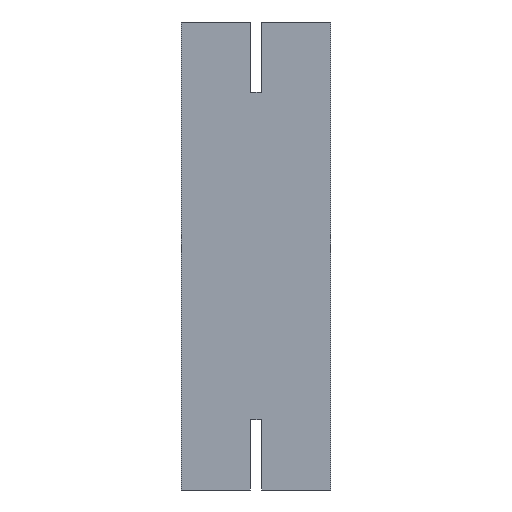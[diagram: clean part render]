
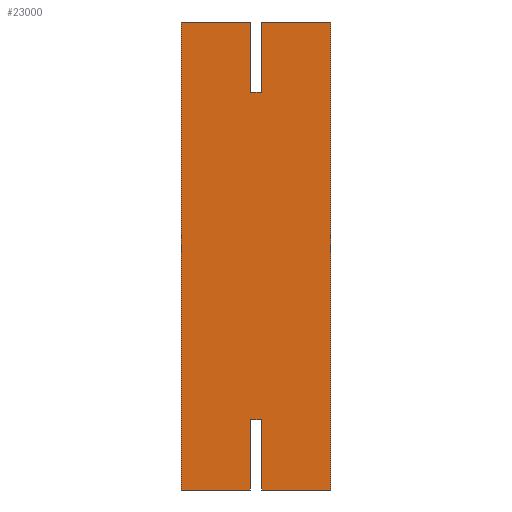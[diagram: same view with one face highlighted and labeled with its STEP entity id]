
A CAD part, left-side view. The second image highlights one B-rep face of the part: STEP entity #23000.
In plain terms, the highlighted free-form (B-spline) face has degree [1, 1] with [2, 2] control points.
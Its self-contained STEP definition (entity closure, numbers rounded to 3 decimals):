
#10 = CARTESIAN_POINT ('', (-18., 17.25, 34.902));
#20 = VERTEX_POINT ('', #10);
#30 = CARTESIAN_POINT ('', (-18., 16., 35.));
#40 = VERTEX_POINT ('', #30);
#50 = CARTESIAN_POINT ('', (-18., 17.25, 34.902));
#60 = CARTESIAN_POINT ('', (-18., 16.826, 34.969));
#70 = CARTESIAN_POINT ('', (-18., 16.409, 35.));
#80 = CARTESIAN_POINT ('', (-18., 16., 35.));
#90 = (
   BOUNDED_CURVE ()
   B_SPLINE_CURVE (3, (#50, #60, #70, #80), .UNSPECIFIED., .F., .U.)
   B_SPLINE_CURVE_WITH_KNOTS ((4, 4), (0., 1.), .UNSPECIFIED.)
   CURVE ()
   GEOMETRIC_REPRESENTATION_ITEM ()
   RATIONAL_B_SPLINE_CURVE ((0.865, 0.906, 0.951, 1.))
   REPRESENTATION_ITEM ('')
);
#100 = EDGE_CURVE ('', #20, #40, #90, .T.);
#890 = CARTESIAN_POINT ('', (-18., 14.75, 34.902));
#900 = VERTEX_POINT ('', #890);
#910 = CARTESIAN_POINT ('', (-18., 16., 35.));
#920 = CARTESIAN_POINT ('', (-18., 15.591, 35.));
#930 = CARTESIAN_POINT ('', (-18., 15.174, 34.969));
#940 = CARTESIAN_POINT ('', (-18., 14.75, 34.902));
#950 = (
   BOUNDED_CURVE ()
   B_SPLINE_CURVE (3, (#910, #920, #930, #940), .UNSPECIFIED., .F., .U.)
   B_SPLINE_CURVE_WITH_KNOTS ((4, 4), (0., 1.), .UNSPECIFIED.)
   CURVE ()
   GEOMETRIC_REPRESENTATION_ITEM ()
   RATIONAL_B_SPLINE_CURVE ((1., 0.951, 0.906, 0.865))
   REPRESENTATION_ITEM ('')
);
#960 = EDGE_CURVE ('', #40, #900, #950, .T.);
#15970 = CARTESIAN_POINT ('', (-18., 14.75, -34.902));
#15980 = VERTEX_POINT ('', #15970);
#16040 = CARTESIAN_POINT ('', (-18., 16., -35.));
#16050 = VERTEX_POINT ('', #16040);
#16060 = CARTESIAN_POINT ('', (-18., 14.75, -34.902));
#16070 = CARTESIAN_POINT ('', (-18., 15.174, -34.969));
#16080 = CARTESIAN_POINT ('', (-18., 15.591, -35.));
#16090 = CARTESIAN_POINT ('', (-18., 16., -35.));
#16100 = (
   BOUNDED_CURVE ()
   B_SPLINE_CURVE (3, (#16060, #16070, #16080, #16090), .UNSPECIFIED., .F., .U.)
   B_SPLINE_CURVE_WITH_KNOTS ((4, 4), (0., 1.), .UNSPECIFIED.)
   CURVE ()
   GEOMETRIC_REPRESENTATION_ITEM ()
   RATIONAL_B_SPLINE_CURVE ((0.865, 0.906, 0.951, 1.))
   REPRESENTATION_ITEM ('')
);
#16110 = EDGE_CURVE ('', #15980, #16050, #16100, .T.);
#16130 = CARTESIAN_POINT ('', (-18., 17.25, -34.902));
#16140 = VERTEX_POINT ('', #16130);
#16150 = CARTESIAN_POINT ('', (-18., 16., -35.));
#16160 = CARTESIAN_POINT ('', (-18., 16.409, -35.));
#16170 = CARTESIAN_POINT ('', (-18., 16.826, -34.969));
#16180 = CARTESIAN_POINT ('', (-18., 17.25, -34.902));
#16190 = (
   BOUNDED_CURVE ()
   B_SPLINE_CURVE (3, (#16150, #16160, #16170, #16180), .UNSPECIFIED., .F., .U.)
   B_SPLINE_CURVE_WITH_KNOTS ((4, 4), (0., 1.), .UNSPECIFIED.)
   CURVE ()
   GEOMETRIC_REPRESENTATION_ITEM ()
   RATIONAL_B_SPLINE_CURVE ((1., 0.951, 0.906, 0.865))
   REPRESENTATION_ITEM ('')
);
#16200 = EDGE_CURVE ('', #16050, #16140, #16190, .T.);
#17360 = CARTESIAN_POINT ('', (-18., 14.75, 50.));
#17370 = VERTEX_POINT ('', #17360);
#17430 = CARTESIAN_POINT ('', (-18., 0., 50.));
#17440 = VERTEX_POINT ('', #17430);
#17450 = CARTESIAN_POINT ('', (-18., 14.75, 50.));
#17460 = CARTESIAN_POINT ('', (-18., 0., 50.));
#17470 = B_SPLINE_CURVE_WITH_KNOTS ('', 1, (#17450, #17460), .UNSPECIFIED., .F., .U., (2, 2), (0., 1.), .UNSPECIFIED.);
#17480 = EDGE_CURVE ('', #17370, #17440, #17470, .T.);
#17650 = CARTESIAN_POINT ('', (-18., 14.75, 34.902));
#17660 = CARTESIAN_POINT ('', (-18., 14.75, 50.));
#17670 = B_SPLINE_CURVE_WITH_KNOTS ('', 1, (#17650, #17660), .UNSPECIFIED., .F., .U., (2, 2), (0., 1.), .UNSPECIFIED.);
#17680 = EDGE_CURVE ('', #900, #17370, #17670, .T.);
#19830 = CARTESIAN_POINT ('', (-18., 0., -50.));
#19840 = VERTEX_POINT ('', #19830);
#19850 = CARTESIAN_POINT ('', (-18., 0., -50.));
#19860 = CARTESIAN_POINT ('', (-18., 0., 50.));
#19870 = B_SPLINE_CURVE_WITH_KNOTS ('', 1, (#19850, #19860), .UNSPECIFIED., .F., .U., (2, 2), (0., 1.), .UNSPECIFIED.);
#19880 = EDGE_CURVE ('', #19840, #17440, #19870, .T.);
#22090 = CARTESIAN_POINT ('', (-18., 14.75, -50.));
#22100 = VERTEX_POINT ('', #22090);
#22160 = CARTESIAN_POINT ('', (-18., 14.75, -34.902));
#22170 = CARTESIAN_POINT ('', (-18., 14.75, -50.));
#22180 = B_SPLINE_CURVE_WITH_KNOTS ('', 1, (#22160, #22170), .UNSPECIFIED., .F., .U., (2, 2), (0., 1.), .UNSPECIFIED.);
#22190 = EDGE_CURVE ('', #15980, #22100, #22180, .T.);
#22370 = CARTESIAN_POINT ('', (-18., 0., -50.));
#22380 = CARTESIAN_POINT ('', (-18., 14.75, -50.));
#22390 = B_SPLINE_CURVE_WITH_KNOTS ('', 1, (#22370, #22380), .UNSPECIFIED., .F., .U., (2, 2), (0., 1.), .UNSPECIFIED.);
#22400 = EDGE_CURVE ('', #19840, #22100, #22390, .T.);
#22510 = ORIENTED_EDGE ('', *, *, #16110, .F.);
#22520 = ORIENTED_EDGE ('', *, *, #22190, .T.);
#22530 = ORIENTED_EDGE ('', *, *, #22400, .F.);
#22540 = ORIENTED_EDGE ('', *, *, #19880, .T.);
#22550 = ORIENTED_EDGE ('', *, *, #17480, .F.);
#22560 = ORIENTED_EDGE ('', *, *, #17680, .F.);
#22570 = ORIENTED_EDGE ('', *, *, #960, .F.);
#22580 = ORIENTED_EDGE ('', *, *, #100, .F.);
#22590 = CARTESIAN_POINT ('', (-18., 17.25, 50.));
#22600 = VERTEX_POINT ('', #22590);
#22610 = CARTESIAN_POINT ('', (-18., 17.25, 50.));
#22620 = CARTESIAN_POINT ('', (-18., 17.25, 34.902));
#22630 = B_SPLINE_CURVE_WITH_KNOTS ('', 1, (#22610, #22620), .UNSPECIFIED., .F., .U., (2, 2), (0., 1.), .UNSPECIFIED.);
#22640 = EDGE_CURVE ('', #22600, #20, #22630, .T.);
#22650 = ORIENTED_EDGE ('', *, *, #22640, .F.);
#22660 = CARTESIAN_POINT ('', (-18., 32., 50.));
#22670 = VERTEX_POINT ('', #22660);
#22680 = CARTESIAN_POINT ('', (-18., 32., 50.));
#22690 = CARTESIAN_POINT ('', (-18., 17.25, 50.));
#22700 = B_SPLINE_CURVE_WITH_KNOTS ('', 1, (#22680, #22690), .UNSPECIFIED., .F., .U., (2, 2), (0., 1.), .UNSPECIFIED.);
#22710 = EDGE_CURVE ('', #22670, #22600, #22700, .T.);
#22720 = ORIENTED_EDGE ('', *, *, #22710, .F.);
#22730 = CARTESIAN_POINT ('', (-18., 32., -50.));
#22740 = VERTEX_POINT ('', #22730);
#22750 = CARTESIAN_POINT ('', (-18., 32., -50.));
#22760 = CARTESIAN_POINT ('', (-18., 32., 50.));
#22770 = B_SPLINE_CURVE_WITH_KNOTS ('', 1, (#22750, #22760), .UNSPECIFIED., .F., .U., (2, 2), (0., 1.), .UNSPECIFIED.);
#22780 = EDGE_CURVE ('', #22740, #22670, #22770, .T.);
#22790 = ORIENTED_EDGE ('', *, *, #22780, .F.);
#22800 = CARTESIAN_POINT ('', (-18., 17.25, -50.));
#22810 = VERTEX_POINT ('', #22800);
#22820 = CARTESIAN_POINT ('', (-18., 17.25, -50.));
#22830 = CARTESIAN_POINT ('', (-18., 32., -50.));
#22840 = B_SPLINE_CURVE_WITH_KNOTS ('', 1, (#22820, #22830), .UNSPECIFIED., .F., .U., (2, 2), (0., 1.), .UNSPECIFIED.);
#22850 = EDGE_CURVE ('', #22810, #22740, #22840, .T.);
#22860 = ORIENTED_EDGE ('', *, *, #22850, .F.);
#22870 = CARTESIAN_POINT ('', (-18., 17.25, -34.902));
#22880 = CARTESIAN_POINT ('', (-18., 17.25, -50.));
#22890 = B_SPLINE_CURVE_WITH_KNOTS ('', 1, (#22870, #22880), .UNSPECIFIED., .F., .U., (2, 2), (0., 1.), .UNSPECIFIED.);
#22900 = EDGE_CURVE ('', #16140, #22810, #22890, .T.);
#22910 = ORIENTED_EDGE ('', *, *, #22900, .F.);
#22920 = ORIENTED_EDGE ('', *, *, #16200, .F.);
#22930 = EDGE_LOOP ('', (#22510, #22520, #22530, #22540, #22550, #22560, #22570, #22580, #22650, #22720, #22790, #22860, #22910, #22920));
#22940 = FACE_OUTER_BOUND ('', #22930, .T.);
#22950 = CARTESIAN_POINT ('', (-18., 0., -50.));
#22960 = CARTESIAN_POINT ('', (-18., 32., -50.));
#22970 = CARTESIAN_POINT ('', (-18., 0., 50.));
#22980 = CARTESIAN_POINT ('', (-18., 32., 50.));
#22990 = B_SPLINE_SURFACE_WITH_KNOTS ('', 1, 1, ((#22950, #22960), (#22970, #22980)), .UNSPECIFIED., .F., .F., .U., (2, 2), (2, 2), (0., 1.), (0., 1.), .UNSPECIFIED.);
#23000 = ADVANCED_FACE ('', (#22940), #22990, .T.);
